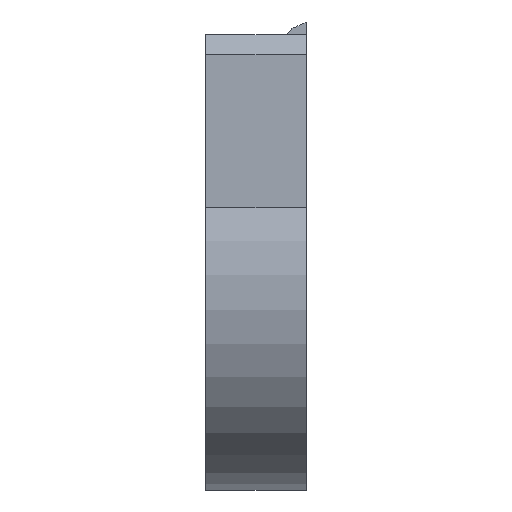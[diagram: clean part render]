
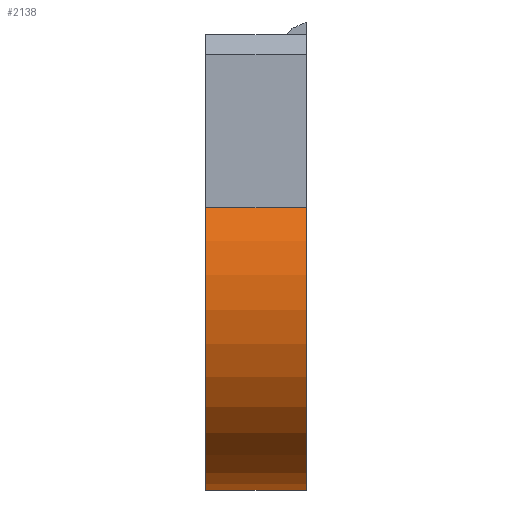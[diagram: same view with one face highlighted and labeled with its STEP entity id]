
A CAD part, top view. The second image highlights one B-rep face of the part: STEP entity #2138.
In plain terms, the highlighted cylindrical face has radius 20 mm (diameter 40 mm), a partial arc.
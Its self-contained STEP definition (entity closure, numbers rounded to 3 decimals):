
#44 = PLANE('',#45);
#45 = AXIS2_PLACEMENT_3D('',#46,#47,#48);
#46 = CARTESIAN_POINT('',(5.,-33.17,95.076));
#47 = DIRECTION('',(1.,0.,0.));
#48 = DIRECTION('',(0.,0.,1.));
#100 = PLANE('',#101);
#101 = AXIS2_PLACEMENT_3D('',#102,#103,#104);
#102 = CARTESIAN_POINT('',(-5.,-33.472,94.97));
#103 = DIRECTION('',(-1.,0.,0.));
#104 = DIRECTION('',(0.,0.,-1.));
#453 = VERTEX_POINT('',#454);
#454 = CARTESIAN_POINT('',(5.,-27.798,113.));
#468 = PLANE('',#469);
#469 = AXIS2_PLACEMENT_3D('',#470,#471,#472);
#470 = CARTESIAN_POINT('',(0.,-19.194,113.));
#471 = DIRECTION('',(0.,0.,1.));
#472 = DIRECTION('',(0.,1.,0.));
#480 = EDGE_CURVE('',#481,#453,#483,.T.);
#481 = VERTEX_POINT('',#482);
#482 = CARTESIAN_POINT('',(5.,-55.162,89.408));
#483 = SURFACE_CURVE('',#484,(#489,#500),.PCURVE_S1.);
#484 = CIRCLE('',#485,20.);
#485 = AXIS2_PLACEMENT_3D('',#486,#487,#488);
#486 = CARTESIAN_POINT('',(5.,-35.876,94.704));
#487 = DIRECTION('',(-1.,0.,0.));
#488 = DIRECTION('',(0.,-1.,0.));
#489 = PCURVE('',#44,#490);
#490 = DEFINITIONAL_REPRESENTATION('',(#491),#499);
#491 = ( BOUNDED_CURVE() B_SPLINE_CURVE(2,(#492,#493,#494,#495,#496,#497
,#498),.UNSPECIFIED.,.T.,.F.) B_SPLINE_CURVE_WITH_KNOTS((1,2,2,2,2,1),(
    -2.094,0.,2.094,4.189,6.283,
8.378),.UNSPECIFIED.) CURVE() GEOMETRIC_REPRESENTATION_ITEM() 
RATIONAL_B_SPLINE_CURVE((1.,0.5,1.,0.5,1.,0.5,1.)) REPRESENTATION_ITEM(
  '') );
#492 = CARTESIAN_POINT('',(-0.372,22.706));
#493 = CARTESIAN_POINT('',(34.269,22.706));
#494 = CARTESIAN_POINT('',(16.948,-7.294));
#495 = CARTESIAN_POINT('',(-0.372,-37.294));
#496 = CARTESIAN_POINT('',(-17.693,-7.294));
#497 = CARTESIAN_POINT('',(-35.013,22.706));
#498 = CARTESIAN_POINT('',(-0.372,22.706));
#499 = ( GEOMETRIC_REPRESENTATION_CONTEXT(2) 
PARAMETRIC_REPRESENTATION_CONTEXT() REPRESENTATION_CONTEXT('2D SPACE',''
  ) );
#500 = PCURVE('',#501,#506);
#501 = CYLINDRICAL_SURFACE('',#502,20.);
#502 = AXIS2_PLACEMENT_3D('',#503,#504,#505);
#503 = CARTESIAN_POINT('',(-5.,-35.876,94.704));
#504 = DIRECTION('',(-1.,0.,0.));
#505 = DIRECTION('',(0.,-1.,0.));
#506 = DEFINITIONAL_REPRESENTATION('',(#507),#511);
#507 = LINE('',#508,#509);
#508 = CARTESIAN_POINT('',(0.,-10.));
#509 = VECTOR('',#510,1.);
#510 = DIRECTION('',(1.,0.));
#511 = ( GEOMETRIC_REPRESENTATION_CONTEXT(2) 
PARAMETRIC_REPRESENTATION_CONTEXT() REPRESENTATION_CONTEXT('2D SPACE',''
  ) );
#529 = PLANE('',#530);
#530 = AXIS2_PLACEMENT_3D('',#531,#532,#533);
#531 = CARTESIAN_POINT('',(-5.,-55.162,89.408));
#532 = DIRECTION('',(0.,0.964,0.265));
#533 = DIRECTION('',(0.,0.265,-0.964));
#826 = VERTEX_POINT('',#827);
#827 = CARTESIAN_POINT('',(-5.,-27.798,113.));
#1049 = VERTEX_POINT('',#1050);
#1050 = CARTESIAN_POINT('',(-5.,-55.162,89.408));
#1071 = EDGE_CURVE('',#1049,#826,#1072,.T.);
#1072 = SURFACE_CURVE('',#1073,(#1078,#1085),.PCURVE_S1.);
#1073 = CIRCLE('',#1074,20.);
#1074 = AXIS2_PLACEMENT_3D('',#1075,#1076,#1077);
#1075 = CARTESIAN_POINT('',(-5.,-35.876,94.704));
#1076 = DIRECTION('',(-1.,0.,0.));
#1077 = DIRECTION('',(0.,-1.,0.));
#1078 = PCURVE('',#100,#1079);
#1079 = DEFINITIONAL_REPRESENTATION('',(#1080),#1084);
#1080 = CIRCLE('',#1081,20.);
#1081 = AXIS2_PLACEMENT_2D('',#1082,#1083);
#1082 = CARTESIAN_POINT('',(0.266,2.404));
#1083 = DIRECTION('',(0.,1.));
#1084 = ( GEOMETRIC_REPRESENTATION_CONTEXT(2) 
PARAMETRIC_REPRESENTATION_CONTEXT() REPRESENTATION_CONTEXT('2D SPACE',''
  ) );
#1085 = PCURVE('',#501,#1086);
#1086 = DEFINITIONAL_REPRESENTATION('',(#1087),#1091);
#1087 = LINE('',#1088,#1089);
#1088 = CARTESIAN_POINT('',(0.,0.));
#1089 = VECTOR('',#1090,1.);
#1090 = DIRECTION('',(1.,0.));
#1091 = ( GEOMETRIC_REPRESENTATION_CONTEXT(2) 
PARAMETRIC_REPRESENTATION_CONTEXT() REPRESENTATION_CONTEXT('2D SPACE',''
  ) );
#2034 = EDGE_CURVE('',#1049,#481,#2035,.T.);
#2035 = SURFACE_CURVE('',#2036,(#2040,#2047),.PCURVE_S1.);
#2036 = LINE('',#2037,#2038);
#2037 = CARTESIAN_POINT('',(-5.,-55.162,89.408));
#2038 = VECTOR('',#2039,1.);
#2039 = DIRECTION('',(1.,0.,0.));
#2040 = PCURVE('',#529,#2041);
#2041 = DEFINITIONAL_REPRESENTATION('',(#2042),#2046);
#2042 = LINE('',#2043,#2044);
#2043 = CARTESIAN_POINT('',(0.,0.));
#2044 = VECTOR('',#2045,1.);
#2045 = DIRECTION('',(0.,-1.));
#2046 = ( GEOMETRIC_REPRESENTATION_CONTEXT(2) 
PARAMETRIC_REPRESENTATION_CONTEXT() REPRESENTATION_CONTEXT('2D SPACE',''
  ) );
#2047 = PCURVE('',#501,#2048);
#2048 = DEFINITIONAL_REPRESENTATION('',(#2049),#2053);
#2049 = LINE('',#2050,#2051);
#2050 = CARTESIAN_POINT('',(6.015,0.));
#2051 = VECTOR('',#2052,1.);
#2052 = DIRECTION('',(0.,-1.));
#2053 = ( GEOMETRIC_REPRESENTATION_CONTEXT(2) 
PARAMETRIC_REPRESENTATION_CONTEXT() REPRESENTATION_CONTEXT('2D SPACE',''
  ) );
#2116 = EDGE_CURVE('',#453,#826,#2117,.T.);
#2117 = SURFACE_CURVE('',#2118,(#2122,#2129),.PCURVE_S1.);
#2118 = LINE('',#2119,#2120);
#2119 = CARTESIAN_POINT('',(-5.,-27.798,113.));
#2120 = VECTOR('',#2121,1.);
#2121 = DIRECTION('',(-1.,0.,0.));
#2122 = PCURVE('',#468,#2123);
#2123 = DEFINITIONAL_REPRESENTATION('',(#2124),#2128);
#2124 = LINE('',#2125,#2126);
#2125 = CARTESIAN_POINT('',(-8.604,5.));
#2126 = VECTOR('',#2127,1.);
#2127 = DIRECTION('',(0.,1.));
#2128 = ( GEOMETRIC_REPRESENTATION_CONTEXT(2) 
PARAMETRIC_REPRESENTATION_CONTEXT() REPRESENTATION_CONTEXT('2D SPACE',''
  ) );
#2129 = PCURVE('',#501,#2130);
#2130 = DEFINITIONAL_REPRESENTATION('',(#2131),#2135);
#2131 = LINE('',#2132,#2133);
#2132 = CARTESIAN_POINT('',(8.27,0.));
#2133 = VECTOR('',#2134,1.);
#2134 = DIRECTION('',(0.,1.));
#2135 = ( GEOMETRIC_REPRESENTATION_CONTEXT(2) 
PARAMETRIC_REPRESENTATION_CONTEXT() REPRESENTATION_CONTEXT('2D SPACE',''
  ) );
#2138 = ADVANCED_FACE('',(#2139),#501,.T.);
#2139 = FACE_BOUND('',#2140,.T.);
#2140 = EDGE_LOOP('',(#2141,#2142,#2143,#2144));
#2141 = ORIENTED_EDGE('',*,*,#1071,.F.);
#2142 = ORIENTED_EDGE('',*,*,#2034,.T.);
#2143 = ORIENTED_EDGE('',*,*,#480,.T.);
#2144 = ORIENTED_EDGE('',*,*,#2116,.T.);
